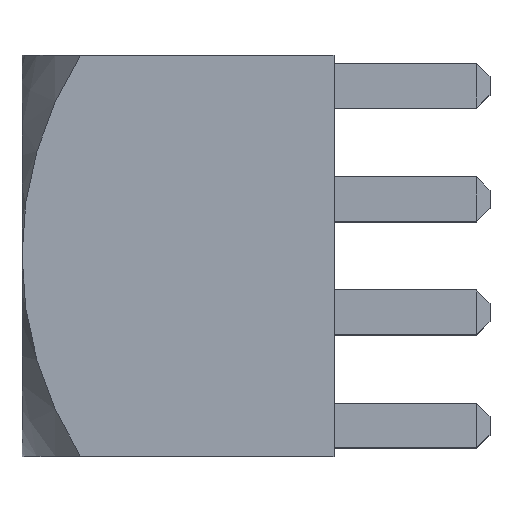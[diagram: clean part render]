
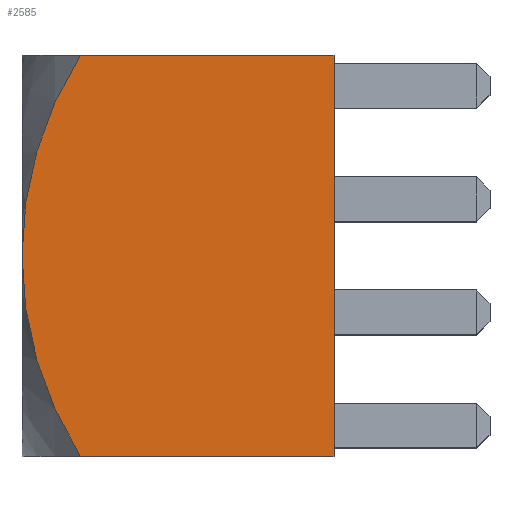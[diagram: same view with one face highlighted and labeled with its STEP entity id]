
A CAD part, top view. The second image highlights one B-rep face of the part: STEP entity #2585.
In plain terms, the highlighted planar face has unit normal (0, 0, 1).
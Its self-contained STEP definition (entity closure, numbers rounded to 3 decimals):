
#8 = CARTESIAN_POINT ( 'NONE',  ( 0., 0., 4.5 ) ) ;
#174 = VERTEX_POINT ( 'NONE', #1553 ) ;
#181 = ORIENTED_EDGE ( 'NONE', *, *, #3513, .F. ) ;
#214 = EDGE_CURVE ( 'NONE', #174, #2791, #2683, .T. ) ;
#260 = ORIENTED_EDGE ( 'NONE', *, *, #1222, .T. ) ;
#284 = CARTESIAN_POINT ( 'NONE',  ( 7., -4.5, 4.5 ) ) ;
#369 = ORIENTED_EDGE ( 'NONE', *, *, #1448, .F. ) ;
#519 = DIRECTION ( 'NONE',  ( 0., 1., 0. ) ) ;
#551 = AXIS2_PLACEMENT_3D ( 'NONE', #973, #2352, #2944 ) ;
#658 = CARTESIAN_POINT ( 'NONE',  ( 7., -4.5, 4.5 ) ) ;
#663 = DIRECTION ( 'NONE',  ( 0., 0., -1. ) ) ;
#805 = LINE ( 'NONE', #658, #1430 ) ;
#885 = FACE_OUTER_BOUND ( 'NONE', #3387, .T. ) ;
#954 = DIRECTION ( 'NONE',  ( 0., 1., 0. ) ) ;
#973 = CARTESIAN_POINT ( 'NONE',  ( 8.367, 0., 4.5 ) ) ;
#993 = VECTOR ( 'NONE', #1827, 1000. ) ;
#1189 = CARTESIAN_POINT ( 'NONE',  ( 7., 4.5, 4.5 ) ) ;
#1222 = EDGE_CURVE ( 'NONE', #2800, #174, #1360, .T. ) ;
#1290 = ORIENTED_EDGE ( 'NONE', *, *, #214, .T. ) ;
#1310 = AXIS2_PLACEMENT_3D ( 'NONE', #1548, #2921, #954 ) ;
#1360 = LINE ( 'NONE', #3227, #993 ) ;
#1430 = VECTOR ( 'NONE', #1745, 1000. ) ;
#1448 = EDGE_CURVE ( 'NONE', #2800, #2750, #2277, .T. ) ;
#1495 = VERTEX_POINT ( 'NONE', #2927 ) ;
#1531 = VECTOR ( 'NONE', #2566, 1000. ) ;
#1548 = CARTESIAN_POINT ( 'NONE',  ( 8.367, 0., 4.5 ) ) ;
#1553 = CARTESIAN_POINT ( 'NONE',  ( 1.313, 4.5, 4.5 ) ) ;
#1745 = DIRECTION ( 'NONE',  ( -1., 0., 0. ) ) ;
#1827 = DIRECTION ( 'NONE',  ( -1., 0., 0. ) ) ;
#1955 = CARTESIAN_POINT ( 'NONE',  ( 7., 4.5, 4.5 ) ) ;
#2273 = EDGE_CURVE ( 'NONE', #2791, #1495, #3228, .T. ) ;
#2277 = LINE ( 'NONE', #3169, #1531 ) ;
#2352 = DIRECTION ( 'NONE',  ( 0., 0., 1. ) ) ;
#2566 = DIRECTION ( 'NONE',  ( 0., -1., 0. ) ) ;
#2585 = ADVANCED_FACE ( 'NONE', ( #885 ), #3059, .F. ) ;
#2683 = CIRCLE ( 'NONE', #551, 8.367 ) ;
#2750 = VERTEX_POINT ( 'NONE', #284 ) ;
#2791 = VERTEX_POINT ( 'NONE', #8 ) ;
#2800 = VERTEX_POINT ( 'NONE', #1955 ) ;
#2921 = DIRECTION ( 'NONE',  ( 0., 0., 1. ) ) ;
#2922 = ORIENTED_EDGE ( 'NONE', *, *, #2273, .T. ) ;
#2927 = CARTESIAN_POINT ( 'NONE',  ( 1.313, -4.5, 4.5 ) ) ;
#2944 = DIRECTION ( 'NONE',  ( 0., 1., 0. ) ) ;
#3059 = PLANE ( 'NONE',  #3329 ) ;
#3169 = CARTESIAN_POINT ( 'NONE',  ( 7., 4.5, 4.5 ) ) ;
#3227 = CARTESIAN_POINT ( 'NONE',  ( 7., 4.5, 4.5 ) ) ;
#3228 = CIRCLE ( 'NONE', #1310, 8.367 ) ;
#3329 = AXIS2_PLACEMENT_3D ( 'NONE', #1189, #663, #519 ) ;
#3387 = EDGE_LOOP ( 'NONE', ( #260, #1290, #2922, #181, #369 ) ) ;
#3513 = EDGE_CURVE ( 'NONE', #2750, #1495, #805, .T. ) ;
